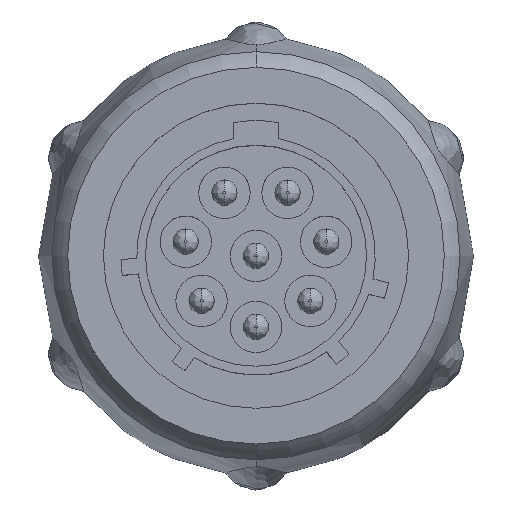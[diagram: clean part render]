
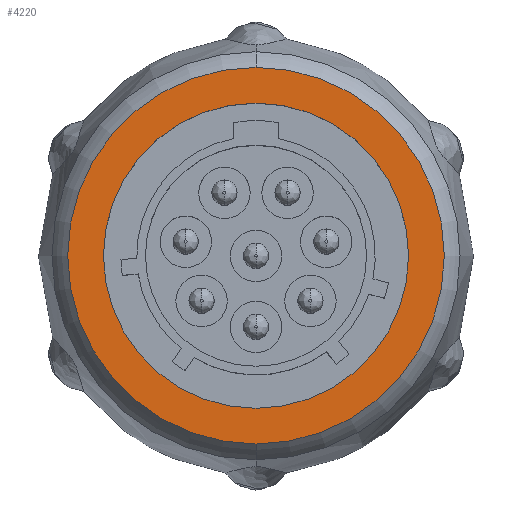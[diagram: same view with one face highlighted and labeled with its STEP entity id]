
A CAD part, top view. The second image highlights one B-rep face of the part: STEP entity #4220.
In plain terms, the highlighted planar face has unit normal (0, 0, 1).
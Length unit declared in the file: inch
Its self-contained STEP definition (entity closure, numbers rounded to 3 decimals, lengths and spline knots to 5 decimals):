
#1307=CARTESIAN_POINT('',(0.,0.,0.85236));
#1308=DIRECTION('',(0.,0.,1.));
#1309=DIRECTION('',(0.,1.,0.));
#1310=AXIS2_PLACEMENT_3D('',#1307,#1308,#1309);
#1312=CARTESIAN_POINT('',(0.,0.,0.85236));
#1313=DIRECTION('',(0.,0.,-1.));
#1314=DIRECTION('',(0.,1.,0.));
#1315=AXIS2_PLACEMENT_3D('',#1312,#1313,#1314);
#1317=CARTESIAN_POINT('',(0.,0.,0.85236));
#1318=DIRECTION('',(0.,0.,-1.));
#1319=DIRECTION('',(0.,1.,0.));
#1320=AXIS2_PLACEMENT_3D('',#1317,#1318,#1319);
#1330=CARTESIAN_POINT('',(0.,0.,0.85236));
#1331=DIRECTION('',(0.,0.,1.));
#1332=DIRECTION('',(0.,1.,0.));
#1333=AXIS2_PLACEMENT_3D('',#1330,#1331,#1332);
#3144=CARTESIAN_POINT('',(0.,0.46989,0.85236));
#3146=VERTEX_POINT('',#3144);
#3147=CARTESIAN_POINT('',(0.,0.38071,0.85236));
#3149=VERTEX_POINT('',#3147);
#3160=CARTESIAN_POINT('',(0.,-0.46989,0.85236));
#3162=VERTEX_POINT('',#3160);
#3163=CARTESIAN_POINT('',(0.,-0.38071,0.85236));
#3165=VERTEX_POINT('',#3163);
#4205=CARTESIAN_POINT('',(0.,0.,0.85236));
#4206=DIRECTION('',(0.,0.,-1.));
#4207=DIRECTION('',(0.,-1.,0.));
#4208=AXIS2_PLACEMENT_3D('',#4205,#4206,#4207);
#4209=PLANE('',#4208);
#4210=ORIENTED_EDGE('',*,*,#4198,.F.);
#4211=ORIENTED_EDGE('',*,*,#4187,.T.);
#4212=EDGE_LOOP('',(#4210,#4211));
#4213=FACE_OUTER_BOUND('',#4212,.F.);
#4215=ORIENTED_EDGE('',*,*,#4214,.F.);
#4217=ORIENTED_EDGE('',*,*,#4216,.T.);
#4218=EDGE_LOOP('',(#4215,#4217));
#4219=FACE_BOUND('',#4218,.F.);
#4220=ADVANCED_FACE('',(#4213,#4219),#4209,.F.);
#1311=CIRCLE('',#1310,0.46989);
#1316=CIRCLE('',#1315,0.46989);
#1321=CIRCLE('',#1320,0.38071);
#1334=CIRCLE('',#1333,0.38071);
#4187=EDGE_CURVE('',#3146,#3162,#1316,.T.);
#4198=EDGE_CURVE('',#3146,#3162,#1311,.T.);
#4214=EDGE_CURVE('',#3149,#3165,#1321,.T.);
#4216=EDGE_CURVE('',#3149,#3165,#1334,.T.);
